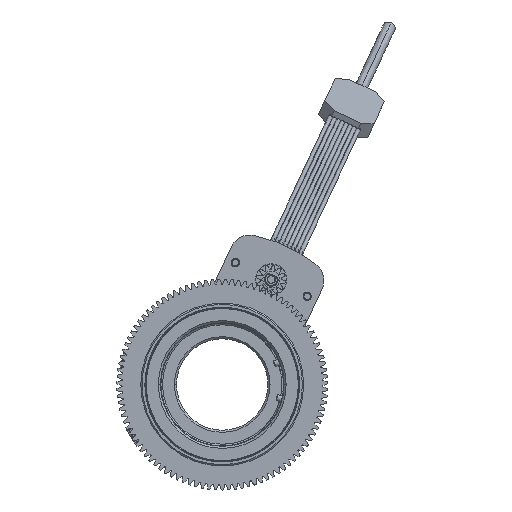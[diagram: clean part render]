
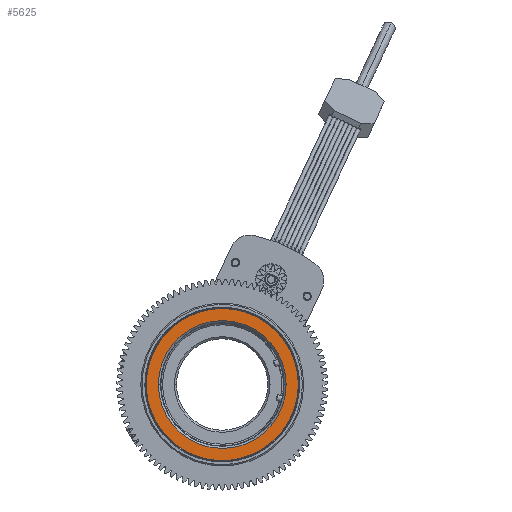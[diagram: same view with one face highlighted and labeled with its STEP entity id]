
A CAD part, left-side view. The second image highlights one B-rep face of the part: STEP entity #5625.
In plain terms, the highlighted planar face has unit normal (-1, 0, 0).
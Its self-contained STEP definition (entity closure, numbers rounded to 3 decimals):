
#5580 = VERTEX_POINT('',#5581);
#5581 = CARTESIAN_POINT('',(-29.725,-18.6,0.));
#5589 = VERTEX_POINT('',#5590);
#5590 = CARTESIAN_POINT('',(-29.725,18.6,0.));
#5596 = EDGE_CURVE('',#5580,#5589,#5597,.T.);
#5597 = CIRCLE('',#5598,18.6);
#5598 = AXIS2_PLACEMENT_3D('',#5599,#5600,#5601);
#5599 = CARTESIAN_POINT('',(-29.725,0.,0.));
#5600 = DIRECTION('',(1.,0.,0.));
#5601 = DIRECTION('',(0.,-1.,0.));
#5612 = EDGE_CURVE('',#5580,#5589,#5613,.T.);
#5613 = CIRCLE('',#5614,18.6);
#5614 = AXIS2_PLACEMENT_3D('',#5615,#5616,#5617);
#5615 = CARTESIAN_POINT('',(-29.725,0.,0.));
#5616 = DIRECTION('',(-1.,0.,0.));
#5617 = DIRECTION('',(0.,-1.,0.));
#5625 = ADVANCED_FACE('',(#5626,#5630),#5650,.F.);
#5626 = FACE_BOUND('',#5627,.F.);
#5627 = EDGE_LOOP('',(#5628,#5629));
#5628 = ORIENTED_EDGE('',*,*,#5612,.F.);
#5629 = ORIENTED_EDGE('',*,*,#5596,.T.);
#5630 = FACE_BOUND('',#5631,.F.);
#5631 = EDGE_LOOP('',(#5632,#5643));
#5632 = ORIENTED_EDGE('',*,*,#5633,.F.);
#5633 = EDGE_CURVE('',#5634,#5636,#5638,.T.);
#5634 = VERTEX_POINT('',#5635);
#5635 = CARTESIAN_POINT('',(-29.725,-15.3,0.));
#5636 = VERTEX_POINT('',#5637);
#5637 = CARTESIAN_POINT('',(-29.725,15.3,0.));
#5638 = CIRCLE('',#5639,15.3);
#5639 = AXIS2_PLACEMENT_3D('',#5640,#5641,#5642);
#5640 = CARTESIAN_POINT('',(-29.725,0.,0.));
#5641 = DIRECTION('',(1.,0.,0.));
#5642 = DIRECTION('',(0.,-1.,0.));
#5643 = ORIENTED_EDGE('',*,*,#5644,.T.);
#5644 = EDGE_CURVE('',#5634,#5636,#5645,.T.);
#5645 = CIRCLE('',#5646,15.3);
#5646 = AXIS2_PLACEMENT_3D('',#5647,#5648,#5649);
#5647 = CARTESIAN_POINT('',(-29.725,0.,0.));
#5648 = DIRECTION('',(-1.,0.,0.));
#5649 = DIRECTION('',(0.,-1.,0.));
#5650 = PLANE('',#5651);
#5651 = AXIS2_PLACEMENT_3D('',#5652,#5653,#5654);
#5652 = CARTESIAN_POINT('',(-29.725,0.,0.));
#5653 = DIRECTION('',(1.,0.,0.));
#5654 = DIRECTION('',(0.,-1.,0.));
